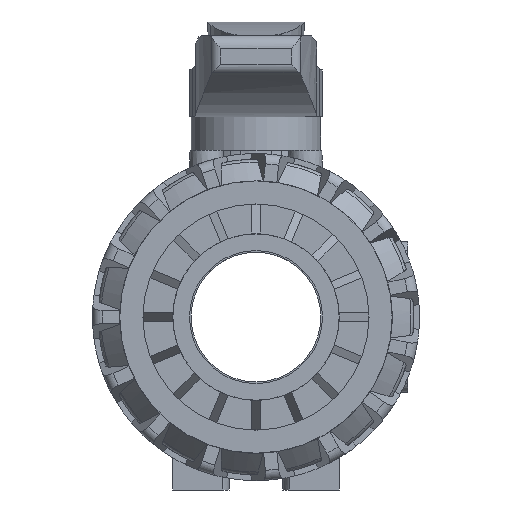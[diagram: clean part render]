
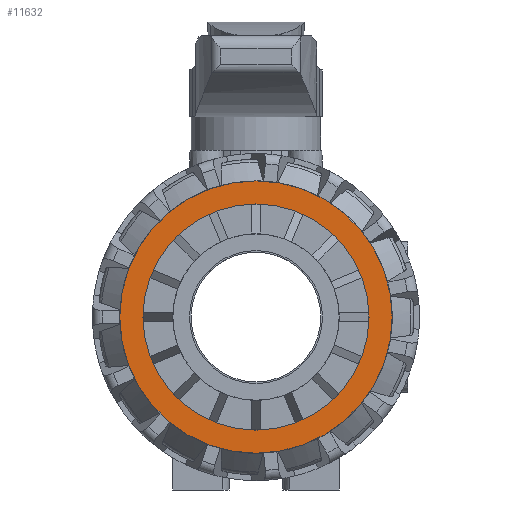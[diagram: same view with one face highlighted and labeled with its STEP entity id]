
A CAD part, left-side view. The second image highlights one B-rep face of the part: STEP entity #11632.
In plain terms, the highlighted face is planar.
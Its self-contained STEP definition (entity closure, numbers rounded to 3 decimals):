
#698=FACE_BOUND($,#2460,.T.);
#699=FACE_BOUND($,#2461,.T.);
#1199=CIRCLE($,#12810,34.);
#1223=CIRCLE($,#12871,40.95);
#2460=EDGE_LOOP($,(#10049));
#2461=EDGE_LOOP($,(#10050));
#5185=VERTEX_POINT($,#20349);
#5202=VERTEX_POINT($,#20476);
#6785=EDGE_CURVE($,#5185,#5185,#1199,.T.);
#6852=EDGE_CURVE($,#5202,#5202,#1223,.T.);
#10049=ORIENTED_EDGE($,*,*,#6785,.T.);
#10050=ORIENTED_EDGE($,*,*,#6852,.T.);
#11030=PLANE($,#12904);
#11632=ADVANCED_FACE($,(#698,#699),#11030,.T.);
#12810=AXIS2_PLACEMENT_3D($,#20350,#15794,#15795);
#12871=AXIS2_PLACEMENT_3D($,#20477,#15944,#15945);
#12904=AXIS2_PLACEMENT_3D($,#20514,#16011,#16012);
#15794=DIRECTION('center_axis',(0.,0.,-1.));
#15795=DIRECTION('ref_axis',(-1.,0.,0.));
#15944=DIRECTION('center_axis',(0.,0.,1.));
#15945=DIRECTION('ref_axis',(1.,0.,0.));
#16011=DIRECTION('center_axis',(0.,0.,1.));
#16012=DIRECTION('ref_axis',(1.,0.,0.));
#20349=CARTESIAN_POINT('',(34.,0.,40.8));
#20350=CARTESIAN_POINT('Origin',(0.,0.,40.8));
#20476=CARTESIAN_POINT('',(0.,-40.95,40.8));
#20477=CARTESIAN_POINT('Origin',(0.,0.,40.8));
#20514=CARTESIAN_POINT('Origin',(0.,0.,40.8));
